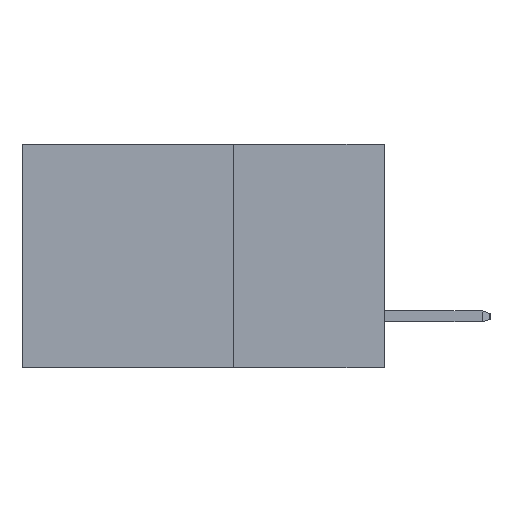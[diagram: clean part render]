
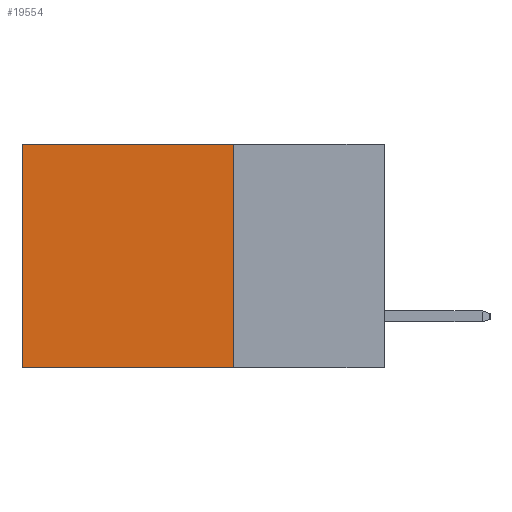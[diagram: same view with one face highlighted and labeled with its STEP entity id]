
A CAD part, left-side view. The second image highlights one B-rep face of the part: STEP entity #19554.
In plain terms, the highlighted planar face has unit normal (-1, 0, 0).
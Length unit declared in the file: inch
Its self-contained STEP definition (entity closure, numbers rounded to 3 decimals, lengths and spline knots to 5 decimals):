
#276 = CARTESIAN_POINT ( 'NONE',  ( 0.298, 0.6, -0.37 ) ) ;
#390 = VERTEX_POINT ( 'NONE', #10556 ) ;
#1008 = DIRECTION ( 'NONE',  ( 0., 0., -1. ) ) ;
#1520 = DIRECTION ( 'NONE',  ( 0., 1., 0. ) ) ;
#2182 = CARTESIAN_POINT ( 'NONE',  ( 0.298, 0.25, 0. ) ) ;
#4791 = ORIENTED_EDGE ( 'NONE', *, *, #17952, .T. ) ;
#4858 = EDGE_CURVE ( 'NONE', #13295, #24729, #16023, .T. ) ;
#6152 = DIRECTION ( 'NONE',  ( 1., 0., 0. ) ) ;
#6711 = ORIENTED_EDGE ( 'NONE', *, *, #4858, .F. ) ;
#9062 = VECTOR ( 'NONE', #16581, 39.37008 ) ;
#10556 = CARTESIAN_POINT ( 'NONE',  ( 0.298, 0.6, 0. ) ) ;
#12258 = LINE ( 'NONE', #19266, #17191 ) ;
#13000 = AXIS2_PLACEMENT_3D ( 'NONE', #30152, #6152, #22987 ) ;
#13295 = VERTEX_POINT ( 'NONE', #26402 ) ;
#13394 = EDGE_LOOP ( 'NONE', ( #19617, #6711, #30076, #4791 ) ) ;
#14065 = EDGE_CURVE ( 'NONE', #22838, #13295, #12258, .T. ) ;
#14311 = EDGE_CURVE ( 'NONE', #390, #24729, #17588, .T. ) ;
#14878 = CARTESIAN_POINT ( 'NONE',  ( 0.298, 0.25, 0. ) ) ;
#16023 = LINE ( 'NONE', #30611, #24749 ) ;
#16581 = DIRECTION ( 'NONE',  ( 0., 1., 0. ) ) ;
#17191 = VECTOR ( 'NONE', #21714, 39.37008 ) ;
#17588 = LINE ( 'NONE', #29940, #29692 ) ;
#17952 = EDGE_CURVE ( 'NONE', #22838, #390, #21898, .T. ) ;
#19143 = FACE_OUTER_BOUND ( 'NONE', #13394, .T. ) ;
#19266 = CARTESIAN_POINT ( 'NONE',  ( 0.298, 0.25, 0. ) ) ;
#19554 = ADVANCED_FACE ( 'NONE', ( #19143 ), #20536, .F. ) ;
#19617 = ORIENTED_EDGE ( 'NONE', *, *, #14311, .T. ) ;
#20536 = PLANE ( 'NONE',  #13000 ) ;
#21714 = DIRECTION ( 'NONE',  ( 0., 0., -1. ) ) ;
#21898 = LINE ( 'NONE', #2182, #9062 ) ;
#22838 = VERTEX_POINT ( 'NONE', #14878 ) ;
#22987 = DIRECTION ( 'NONE',  ( 0., 0., -1. ) ) ;
#24729 = VERTEX_POINT ( 'NONE', #276 ) ;
#24749 = VECTOR ( 'NONE', #1520, 39.37008 ) ;
#26402 = CARTESIAN_POINT ( 'NONE',  ( 0.298, 0.25, -0.37 ) ) ;
#29692 = VECTOR ( 'NONE', #1008, 39.37008 ) ;
#29940 = CARTESIAN_POINT ( 'NONE',  ( 0.298, 0.6, 0. ) ) ;
#30076 = ORIENTED_EDGE ( 'NONE', *, *, #14065, .F. ) ;
#30152 = CARTESIAN_POINT ( 'NONE',  ( 0.298, 0.25, 0. ) ) ;
#30611 = CARTESIAN_POINT ( 'NONE',  ( 0.298, 0.25, -0.37 ) ) ;
